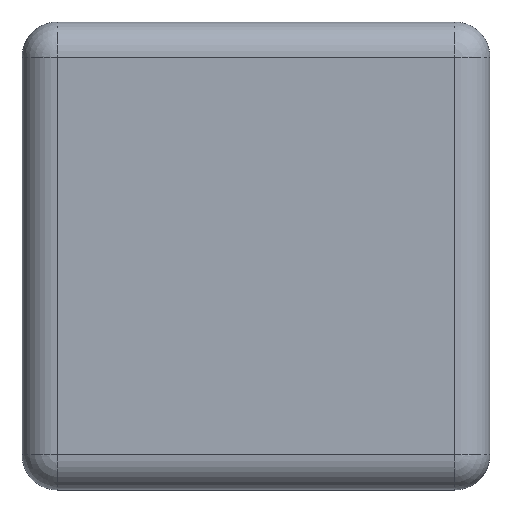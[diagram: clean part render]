
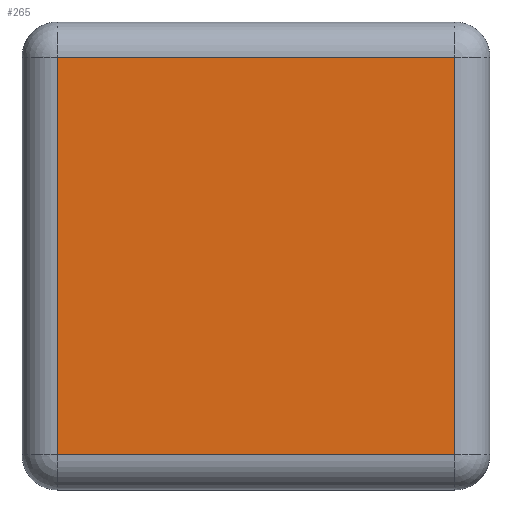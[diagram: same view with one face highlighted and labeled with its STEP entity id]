
A CAD part, top view. The second image highlights one B-rep face of the part: STEP entity #265.
In plain terms, the highlighted planar face has unit normal (0, 0, 1).
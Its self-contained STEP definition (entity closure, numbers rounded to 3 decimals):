
#17=PLANE('',#317);
#37=FACE_OUTER_BOUND('',#55,.T.);
#55=EDGE_LOOP('',(#217,#218,#219,#220));
#61=LINE('',#421,#81);
#63=LINE('',#429,#83);
#65=LINE('',#437,#85);
#67=LINE('',#446,#87);
#81=VECTOR('',#331,17.);
#83=VECTOR('',#339,17.);
#85=VECTOR('',#347,17.);
#87=VECTOR('',#359,17.);
#118=VERTEX_POINT('',#418);
#119=VERTEX_POINT('',#420);
#122=VERTEX_POINT('',#428);
#125=VERTEX_POINT('',#436);
#138=EDGE_CURVE('',#118,#119,#61,.T.);
#142=EDGE_CURVE('',#119,#122,#63,.T.);
#146=EDGE_CURVE('',#122,#125,#65,.T.);
#151=EDGE_CURVE('',#125,#118,#67,.T.);
#217=ORIENTED_EDGE('',*,*,#138,.F.);
#218=ORIENTED_EDGE('',*,*,#151,.F.);
#219=ORIENTED_EDGE('',*,*,#146,.F.);
#220=ORIENTED_EDGE('',*,*,#142,.F.);
#265=ADVANCED_FACE('',(#37),#17,.T.);
#317=AXIS2_PLACEMENT_3D('',#474,#394,#395);
#331=DIRECTION('',(-1.,0.,0.));
#339=DIRECTION('',(0.,1.,0.));
#347=DIRECTION('',(1.,0.,0.));
#359=DIRECTION('',(0.,-1.,0.));
#394=DIRECTION('center_axis',(0.,0.,1.));
#395=DIRECTION('ref_axis',(1.,0.,0.));
#418=CARTESIAN_POINT('',(17.,1.5,2.5));
#420=CARTESIAN_POINT('',(0.,1.5,2.5));
#421=CARTESIAN_POINT('',(17.,1.5,2.5));
#428=CARTESIAN_POINT('',(0.,18.5,2.5));
#429=CARTESIAN_POINT('',(0.,1.5,2.5));
#436=CARTESIAN_POINT('',(17.,18.5,2.5));
#437=CARTESIAN_POINT('',(0.,18.5,2.5));
#446=CARTESIAN_POINT('',(17.,18.5,2.5));
#474=CARTESIAN_POINT('Origin',(8.5,10.,2.5));
